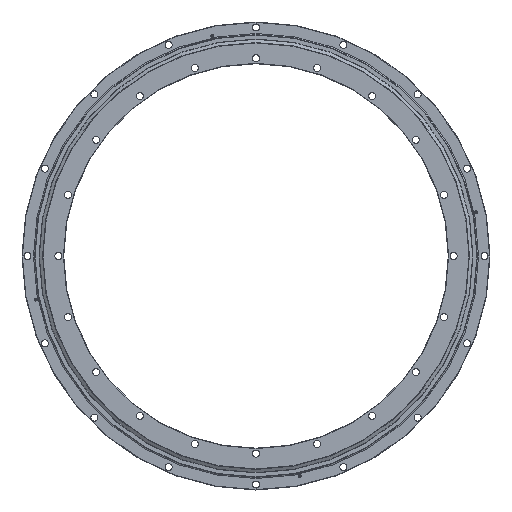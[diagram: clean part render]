
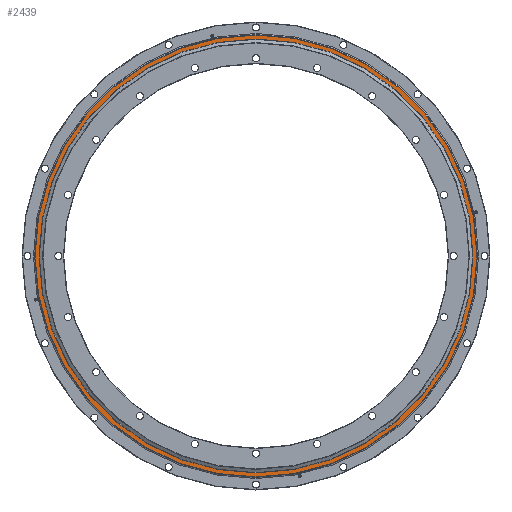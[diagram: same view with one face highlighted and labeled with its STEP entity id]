
A CAD part, top view. The second image highlights one B-rep face of the part: STEP entity #2439.
In plain terms, the highlighted face is planar.
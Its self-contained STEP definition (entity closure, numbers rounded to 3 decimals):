
#357 = AXIS2_PLACEMENT_3D ( 'NONE', #8355, #3834, #765 ) ;
#765 = DIRECTION ( 'NONE',  ( 1., 0., 0. ) ) ;
#773 = CIRCLE ( 'NONE', #7414, 548.75 ) ;
#1003 = AXIS2_PLACEMENT_3D ( 'NONE', #1254, #6774, #1708 ) ;
#1063 = DIRECTION ( 'NONE',  ( 0., 0., 1. ) ) ;
#1254 = CARTESIAN_POINT ( 'NONE',  ( 0., 0., -18. ) ) ;
#1301 = EDGE_CURVE ( 'NONE', #4995, #2951, #3708, .T. ) ;
#1668 = PLANE ( 'NONE',  #357 ) ;
#1708 = DIRECTION ( 'NONE',  ( 1., 0., 0. ) ) ;
#1823 = ORIENTED_EDGE ( 'NONE', *, *, #3089, .T. ) ;
#1922 = EDGE_CURVE ( 'NONE', #8174, #5923, #8635, .T. ) ;
#2411 = FACE_BOUND ( 'NONE', #6252, .T. ) ;
#2439 = ADVANCED_FACE ( 'NONE', ( #2411, #5777 ), #1668, .F. ) ;
#2580 = CARTESIAN_POINT ( 'NONE',  ( 565.5, 0., -18. ) ) ;
#2951 = VERTEX_POINT ( 'NONE', #2580 ) ;
#3089 = EDGE_CURVE ( 'NONE', #5923, #8174, #773, .T. ) ;
#3708 = CIRCLE ( 'NONE', #1003, 565.5 ) ;
#3834 = DIRECTION ( 'NONE',  ( 0., 0., 1. ) ) ;
#4355 = CARTESIAN_POINT ( 'NONE',  ( -548.75, 0., -18. ) ) ;
#4403 = ORIENTED_EDGE ( 'NONE', *, *, #1301, .T. ) ;
#4501 = AXIS2_PLACEMENT_3D ( 'NONE', #6644, #7255, #8974 ) ;
#4995 = VERTEX_POINT ( 'NONE', #9117 ) ;
#5254 = DIRECTION ( 'NONE',  ( 1., 0., 0. ) ) ;
#5451 = EDGE_CURVE ( 'NONE', #2951, #4995, #6820, .T. ) ;
#5604 = AXIS2_PLACEMENT_3D ( 'NONE', #6221, #8778, #7232 ) ;
#5777 = FACE_OUTER_BOUND ( 'NONE', #7250, .T. ) ;
#5923 = VERTEX_POINT ( 'NONE', #9301 ) ;
#6221 = CARTESIAN_POINT ( 'NONE',  ( 0., 0., -18. ) ) ;
#6252 = EDGE_LOOP ( 'NONE', ( #6579, #1823 ) ) ;
#6579 = ORIENTED_EDGE ( 'NONE', *, *, #1922, .T. ) ;
#6644 = CARTESIAN_POINT ( 'NONE',  ( 0., 0., -18. ) ) ;
#6774 = DIRECTION ( 'NONE',  ( 0., 0., -1. ) ) ;
#6820 = CIRCLE ( 'NONE', #4501, 565.5 ) ;
#7232 = DIRECTION ( 'NONE',  ( 1., 0., 0. ) ) ;
#7250 = EDGE_LOOP ( 'NONE', ( #7464, #4403 ) ) ;
#7255 = DIRECTION ( 'NONE',  ( 0., 0., -1. ) ) ;
#7414 = AXIS2_PLACEMENT_3D ( 'NONE', #8198, #1063, #5254 ) ;
#7464 = ORIENTED_EDGE ( 'NONE', *, *, #5451, .T. ) ;
#8174 = VERTEX_POINT ( 'NONE', #4355 ) ;
#8198 = CARTESIAN_POINT ( 'NONE',  ( 0., 0., -18. ) ) ;
#8355 = CARTESIAN_POINT ( 'NONE',  ( -566.5, 0., -18. ) ) ;
#8635 = CIRCLE ( 'NONE', #5604, 548.75 ) ;
#8778 = DIRECTION ( 'NONE',  ( 0., 0., 1. ) ) ;
#8974 = DIRECTION ( 'NONE',  ( 1., 0., 0. ) ) ;
#9117 = CARTESIAN_POINT ( 'NONE',  ( -565.5, 0., -18. ) ) ;
#9301 = CARTESIAN_POINT ( 'NONE',  ( 548.75, 0., -18. ) ) ;
